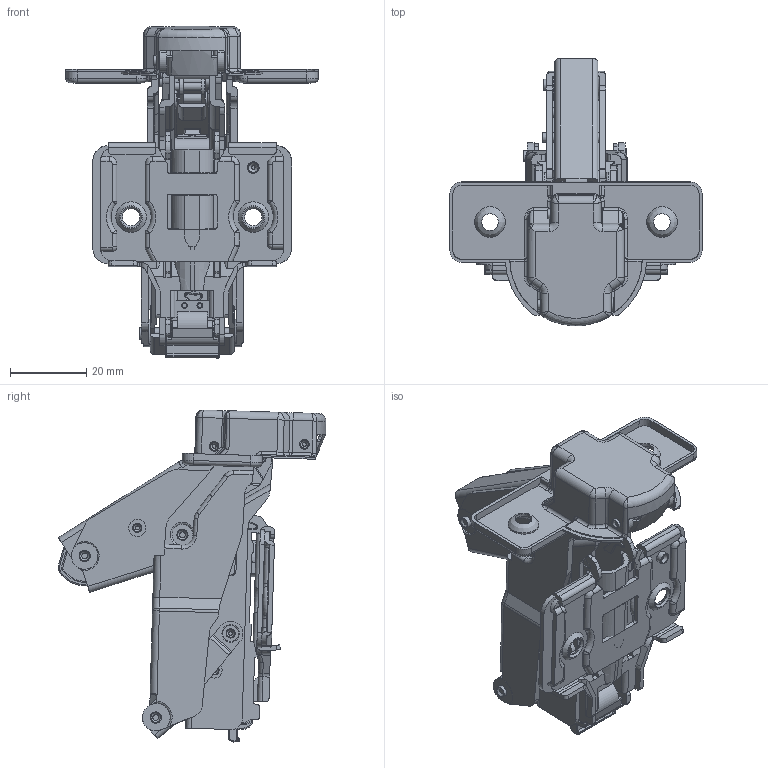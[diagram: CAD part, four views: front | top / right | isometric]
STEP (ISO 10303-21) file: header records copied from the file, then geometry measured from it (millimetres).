
FILE_DESCRIPTION(/* description */ ('STEP AP203'),/* implementation_level */ '2;1');
FILE_NAME(/* name */ 'ZM-HCSLKT155_zamk.stp',/* time_stamp */ '2023-08-24T09:50:17+02:00',/* author */ ('tomaszw'),/* organization */ ('china'),/* preprocessor_version */ 'ST-DEVELOPER v19.2',/* originating_system */ 'Autodesk Inventor 2023',/* authorisation */ '');
FILE_SCHEMA (('AUTOMOTIVE_DESIGN { 1 0 10303 214 3 1 1 }'));
Products named in the file (31): ZM-HCSLKT155_zamk; ÄÚ±Û×é¼þ; W155µ¯»É×ù; £×155ÄÚ±Û±ä¸ü; £×155Íâ±Û(ÐÂ); £×155ÐÂÁ¬¸Ë; ËÄ¿××é¼þ; 155ÐÂËÄ¿×; W155ºÏ½ð»¬¿é; 2.4x20.2Á¬¸ËÕë; 2.9X25.5Íâ±ÛÕë; 2.9X15.8ÄÚ±ÛÕë; 2.9X20.1Íâ±ÛÕë; 2.4x16ÄÚ±ÛÕë; Í¹ÂÖÅäºÏÌõ×
Ð×°ÅäÍ¼; 310231000460__Æ«ÐÄÂÖ-Ã«Å÷£
¬HGC¿î(5#Ð¿ºÏ½ð); M7µ÷½ÚË¿; £×155Èý½Ç¸ÄÁ¼; £×155îÓ½ðÖ±±Û; 2.1X7.8µ¥Õë; £×155Ìõ×Ð(1); Å·¶ûºÏ½ð¿Û; 2.4x17±ÛÕë; 2.4x11.5ËÄ¿×Õë; £×155îÓ½ð¶µ×Ð; 2.5x14Õë; 2.5x19.5Õë ; 14ÒÆÎ»Ä¾×ùH0; 14ÒÆÎ»µ××ùH0; 14»¬°åÄ¾×ù; 3X6.4Æ«ÐÄ¶¤
Assembly tree (33 placements, depth 3):
  ZM-HCSLKT155_zamk
    ÄÚ±Û×é¼þ
      W155µ¯»É×ù
      2.4x16ÄÚ±ÛÕë
      £×155ÄÚ±Û±ä¸ü
    £×155Íâ±Û(ÐÂ)
    £×155ÐÂÁ¬¸Ë
    ËÄ¿××é¼þ
      155ÐÂËÄ¿×
      W155ºÏ½ð»¬¿é
      2.4x11.5ËÄ¿×Õë
    2.4x20.2Á¬¸ËÕë
    2.9X25.5Íâ±ÛÕë
    2.9X15.8ÄÚ±ÛÕë  x2
    2.9X20.1Íâ±ÛÕë
    2.4x16ÄÚ±ÛÕë
    Í¹ÂÖÅäºÏÌõ×
Ð×°ÅäÍ¼
      310231000460__Æ«ÐÄÂÖ-Ã«Å÷£
¬HGC¿î(5#Ð¿ºÏ½ð)
      M7µ÷½ÚË¿
      £×155Èý½Ç¸ÄÁ¼
      £×155îÓ½ðÖ±±Û
      2.1X7.8µ¥Õë
    £×155Ìõ×Ð(1)
    Å·¶ûºÏ½ð¿Û
    2.4x17±ÛÕë
    2.4x11.5ËÄ¿×Õë
    £×155îÓ½ð¶µ×Ð
    2.5x14Õë
    2.5x19.5Õë 
    14ÒÆÎ»Ä¾×ùH0
      14ÒÆÎ»µ××ùH0
      14»¬°åÄ¾×ù
      3X6.4Æ«ÐÄ¶¤
Bounding box: 66 x 70.09 x 86.9 mm (x, y, z)
Volume: 27572 mm3; surface area: 46394.4 mm2
Topology: 29 solids, 29 shells, 2582 faces, 6703 edges, 4225 vertices
Faces by surface type: plane 1021, cylinder 994, torus 287, bspline 173, cone 78, sphere 29
Full cylindrical faces by diameter (mm): 1.5 x5, 2 x5, 2.1 x1, 2.2 x2, 2.4 x14, 2.42 x6, 2.45 x4, 2.5 x4, 2.51 x4, 2.52 x4, 2.7 x1, 2.75 x1, 2.9 x4, 2.92 x14, 2.96 x2, 3 x3, 3.3 x1, 3.4 x6, 3.5 x1, 3.9 x4, 4 x7, 4.2 x1, 4.4 x2, 4.5 x4, 5.5 x4, 5.6 x1, 6.65 x1, 7 x5, 8 x3, 8.04 x1
Entity records: 95774 total; most frequent: CARTESIAN_POINT 31207, DIRECTION 13664, ORIENTED_EDGE 13264, EDGE_CURVE 6632, AXIS2_PLACEMENT_3D 5084, VERTEX_POINT 4207, LINE 3496, VECTOR 3496
